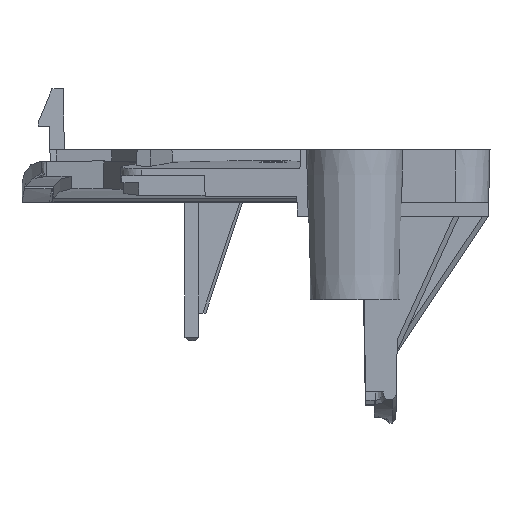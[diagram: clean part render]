
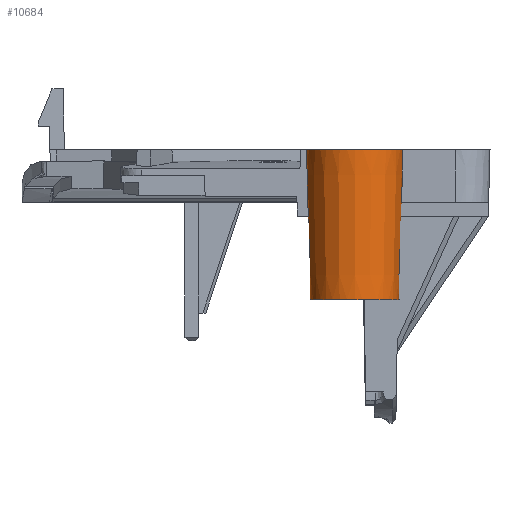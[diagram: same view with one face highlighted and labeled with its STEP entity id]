
A CAD part, left-side view. The second image highlights one B-rep face of the part: STEP entity #10684.
In plain terms, the highlighted conical face has half-angle 1.5 degrees and reference radius 3.202 mm.
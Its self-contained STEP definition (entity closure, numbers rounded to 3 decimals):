
#101=CONICAL_SURFACE('',#11382,3.202,0.026);
#134=CIRCLE('',#10820,3.486);
#135=CIRCLE('',#10821,3.486);
#164=CIRCLE('',#10889,3.387);
#167=CIRCLE('',#10907,3.36);
#229=CIRCLE('',#11271,3.202);
#382=(
BOUNDED_CURVE()
B_SPLINE_CURVE(2,(#22866,#22867,#22868),.UNSPECIFIED.,.F.,.F.)
B_SPLINE_CURVE_WITH_KNOTS((3,3),(2.584,2.672),
 .UNSPECIFIED.)
CURVE()
GEOMETRIC_REPRESENTATION_ITEM()
RATIONAL_B_SPLINE_CURVE((1.,1.,1.))
REPRESENTATION_ITEM('')
);
#392=(
BOUNDED_CURVE()
B_SPLINE_CURVE(2,(#23404,#23405,#23406),.UNSPECIFIED.,.F.,.F.)
B_SPLINE_CURVE_WITH_KNOTS((3,3),(4.366,4.83),
 .UNSPECIFIED.)
CURVE()
GEOMETRIC_REPRESENTATION_ITEM()
RATIONAL_B_SPLINE_CURVE((1.,1.,1.))
REPRESENTATION_ITEM('')
);
#1440=LINE('',#23401,#2503);
#1441=LINE('',#23403,#2504);
#2503=VECTOR('',#13764,10.);
#2504=VECTOR('',#13767,3.327);
#3415=FACE_OUTER_BOUND('',#3995,.T.);
#3995=EDGE_LOOP('',(#9896,#9897,#9898,#9899,#9900,#9901,#9902,#9903,#9904,
#9905));
#4590=VERTEX_POINT('',#14911);
#4591=VERTEX_POINT('',#14913);
#4592=VERTEX_POINT('',#14915);
#4785=VERTEX_POINT('',#15476);
#4786=VERTEX_POINT('',#15477);
#4846=VERTEX_POINT('',#15624);
#4847=VERTEX_POINT('',#15626);
#5312=VERTEX_POINT('',#22863);
#5680=EDGE_CURVE('',#4590,#4591,#134,.F.);
#5681=EDGE_CURVE('',#4591,#4592,#135,.F.);
#5905=EDGE_CURVE('',#4785,#4786,#164,.F.);
#5985=EDGE_CURVE('',#4847,#4846,#167,.F.);
#6771=EDGE_CURVE('',#5312,#5312,#229,.T.);
#6772=EDGE_CURVE('',#4846,#4786,#382,.F.);
#6891=EDGE_CURVE('',#4592,#4785,#1440,.T.);
#6892=EDGE_CURVE('',#4591,#5312,#1441,.T.);
#6893=EDGE_CURVE('',#4590,#4847,#392,.F.);
#9896=ORIENTED_EDGE('',*,*,#5905,.F.);
#9897=ORIENTED_EDGE('',*,*,#6891,.F.);
#9898=ORIENTED_EDGE('',*,*,#5681,.F.);
#9899=ORIENTED_EDGE('',*,*,#6892,.T.);
#9900=ORIENTED_EDGE('',*,*,#6771,.F.);
#9901=ORIENTED_EDGE('',*,*,#6892,.F.);
#9902=ORIENTED_EDGE('',*,*,#5680,.F.);
#9903=ORIENTED_EDGE('',*,*,#6893,.T.);
#9904=ORIENTED_EDGE('',*,*,#5985,.T.);
#9905=ORIENTED_EDGE('',*,*,#6772,.T.);
#10684=ADVANCED_FACE('',(#3415),#101,.T.);
#10820=AXIS2_PLACEMENT_3D('',#14914,#11836,#11837);
#10821=AXIS2_PLACEMENT_3D('',#14916,#11838,#11839);
#10889=AXIS2_PLACEMENT_3D('',#15478,#12146,#12147);
#10907=AXIS2_PLACEMENT_3D('',#15627,#12252,#12253);
#11271=AXIS2_PLACEMENT_3D('',#22864,#13468,#13469);
#11382=AXIS2_PLACEMENT_3D('',#23402,#13765,#13766);
#11836=DIRECTION('center_axis',(0.,0.,-1.));
#11837=DIRECTION('ref_axis',(1.,0.,0.));
#11838=DIRECTION('center_axis',(0.,0.,-1.));
#11839=DIRECTION('ref_axis',(1.,0.,0.));
#12146=DIRECTION('center_axis',(0.,0.,-1.));
#12147=DIRECTION('ref_axis',(1.,0.,0.));
#12252=DIRECTION('center_axis',(0.,0.,1.));
#12253=DIRECTION('ref_axis',(1.,0.,0.));
#13468=DIRECTION('center_axis',(0.,0.,-1.));
#13469=DIRECTION('ref_axis',(1.,0.,0.));
#13764=DIRECTION('',(0.,0.026,-1.));
#13765=DIRECTION('center_axis',(0.,0.,1.));
#13766=DIRECTION('ref_axis',(1.,0.,0.));
#13767=DIRECTION('',(0.026,0.,-1.));
#14911=CARTESIAN_POINT('',(-59.406,9.736,-0.82));
#14913=CARTESIAN_POINT('',(-62.946,6.25,-0.82));
#14914=CARTESIAN_POINT('Origin',(-59.46,6.25,-0.82));
#14915=CARTESIAN_POINT('',(-59.46,2.764,-0.82));
#14916=CARTESIAN_POINT('Origin',(-59.46,6.25,-0.82));
#15476=CARTESIAN_POINT('',(-59.46,2.863,-4.62));
#15477=CARTESIAN_POINT('',(-56.114,6.774,-4.62));
#15478=CARTESIAN_POINT('Origin',(-59.46,6.25,-4.62));
#15624=CARTESIAN_POINT('',(-56.145,6.8,-5.62));
#15626=CARTESIAN_POINT('',(-59.407,9.61,-5.62));
#15627=CARTESIAN_POINT('Origin',(-59.46,6.25,-5.62));
#22863=CARTESIAN_POINT('',(-62.662,6.25,-11.67));
#22864=CARTESIAN_POINT('Origin',(-59.46,6.25,-11.67));
#22866=CARTESIAN_POINT('Ctrl Pts',(-56.114,6.774,-4.62));
#22867=CARTESIAN_POINT('Ctrl Pts',(-56.13,6.787,-5.122));
#22868=CARTESIAN_POINT('Ctrl Pts',(-56.145,6.8,-5.62));
#23401=CARTESIAN_POINT('',(-59.46,3.048,-11.667));
#23402=CARTESIAN_POINT('Origin',(-59.46,6.25,-11.667));
#23403=CARTESIAN_POINT('',(-62.662,6.25,-11.667));
#23404=CARTESIAN_POINT('Ctrl Pts',(-59.407,9.61,-5.62));
#23405=CARTESIAN_POINT('Ctrl Pts',(-59.406,9.672,-3.242));
#23406=CARTESIAN_POINT('Ctrl Pts',(-59.406,9.736,-0.82));
